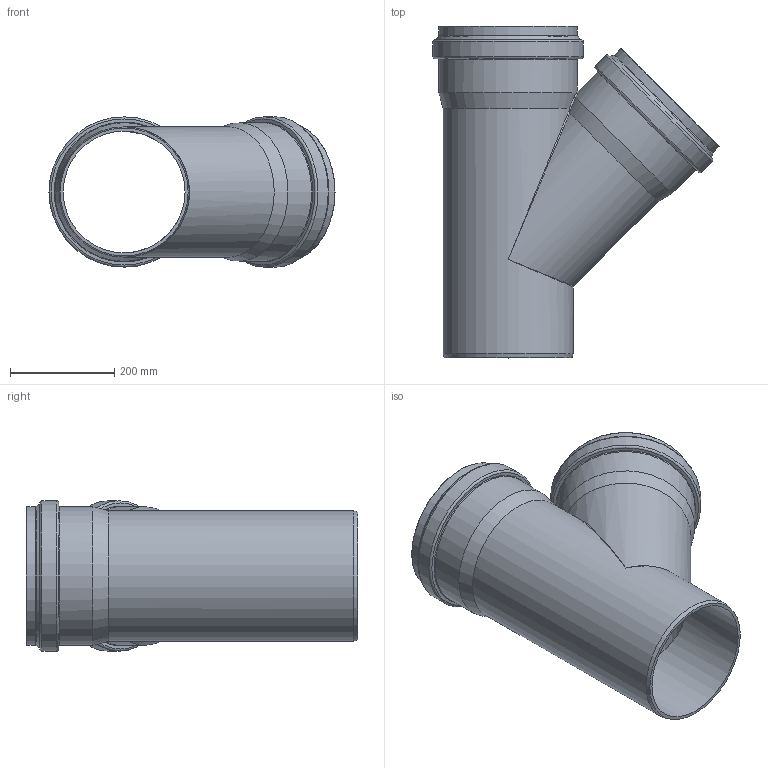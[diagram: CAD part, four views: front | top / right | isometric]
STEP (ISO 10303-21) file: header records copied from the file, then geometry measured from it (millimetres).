
FILE_DESCRIPTION(/* description */ (''),/* implementation_level */ '2;1');
FILE_NAME(/* name */ '772770 KG2000EA Abzweig DN_OD 250_250_45°.stp',/* time_stamp */ '2017-02-06T15:05:23+01:00',/* author */ ('user1'),/* organization */ (''),/* preprocessor_version */ 'ST-DEVELOPER v16.1',/* originating_system */ 'Autodesk Inventor 2016',/* authorisation */ '');
FILE_SCHEMA (('AUTOMOTIVE_DESIGN { 1 0 10303 214 3 1 1 }'));
Length unit declared in the file: millimetre
Products named in the file (1): 772770 KG2000EA Abzweig DN_OD 250_250_45°
Bounding box: 550 x 638 x 289 mm (x, y, z)
Volume: 5431049.4 mm3; surface area: 1417450.9 mm2
Topology: 1 solids, 1 shells, 78 faces, 171 edges, 96 vertices
Faces by surface type: torus 28, cylinder 18, cone 15, plane 9, bspline 8
Full cylindrical faces by diameter (mm): 234.3 x2, 250.3 x1, 251.7 x2, 252.1 x4, 266.1 x2, 266.5 x2, 274.6 x2, 289 x2
Entity records: 2260 total; most frequent: CARTESIAN_POINT 831, DIRECTION 300, ORIENTED_EDGE 206, AXIS2_PLACEMENT_3D 150, EDGE_LOOP 146, EDGE_CURVE 103, VERTEX_POINT 91, FACE_OUTER_BOUND 78
